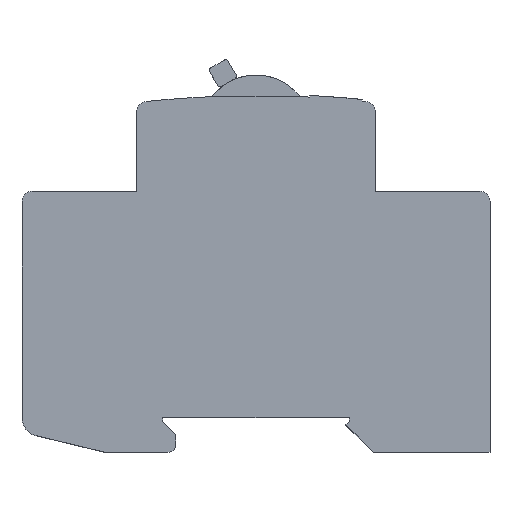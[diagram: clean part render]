
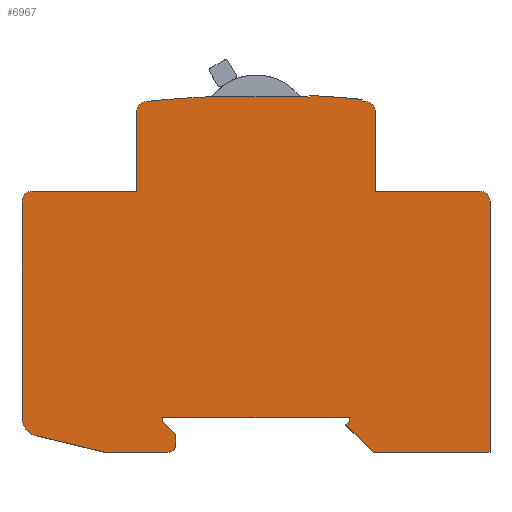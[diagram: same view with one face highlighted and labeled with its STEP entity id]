
A CAD part, top view. The second image highlights one B-rep face of the part: STEP entity #6967.
In plain terms, the highlighted planar face has unit normal (0, 0, 1).
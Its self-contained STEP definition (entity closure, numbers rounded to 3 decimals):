
#913=CARTESIAN_POINT('',(0.,-159.827,17.9));
#914=DIRECTION('',(0.,0.,1.));
#915=DIRECTION('',(0.051,0.999,0.));
#916=AXIS2_PLACEMENT_3D('',#913,#914,#915);
#921=DIRECTION('',(0.,-1.,0.));
#922=VECTOR('',#921,0.3);
#923=CARTESIAN_POINT('',(10.15,40.216,17.9));
#924=LINE('',#923,#922);
#928=CARTESIAN_POINT('',(0.,-159.827,17.9));
#929=DIRECTION('',(0.,0.,1.));
#930=DIRECTION('',(0.1,0.995,0.));
#931=AXIS2_PLACEMENT_3D('',#928,#929,#930);
#936=DIRECTION('',(0.,1.,0.));
#937=VECTOR('',#936,0.302);
#938=CARTESIAN_POINT('',(20.054,39.165,17.9));
#939=LINE('',#938,#937);
#943=CARTESIAN_POINT('',(0.,-159.827,17.9));
#944=DIRECTION('',(0.,0.,1.));
#945=DIRECTION('',(0.104,0.995,0.));
#946=AXIS2_PLACEMENT_3D('',#943,#944,#945);
#951=CARTESIAN_POINT('',(20.5,37.109,17.9));
#952=DIRECTION('',(0.,0.,1.));
#953=DIRECTION('',(1.,0.,0.));
#954=AXIS2_PLACEMENT_3D('',#951,#952,#953);
#959=DIRECTION('',(0.,1.,0.));
#960=VECTOR('',#959,14.909);
#961=CARTESIAN_POINT('',(22.5,22.2,17.9));
#962=LINE('',#961,#960);
#966=DIRECTION('',(-1.,0.,0.));
#967=VECTOR('',#966,19.6);
#968=CARTESIAN_POINT('',(42.1,22.2,17.9));
#969=LINE('',#968,#967);
#973=CARTESIAN_POINT('',(42.1,20.2,17.9));
#974=DIRECTION('',(0.,0.,1.));
#975=DIRECTION('',(1.,0.,0.));
#976=AXIS2_PLACEMENT_3D('',#973,#974,#975);
#981=DIRECTION('',(0.,1.,0.));
#982=VECTOR('',#981,47.2);
#983=CARTESIAN_POINT('',(44.1,-27.,17.9));
#984=LINE('',#983,#982);
#988=DIRECTION('',(1.,0.,0.));
#989=VECTOR('',#988,22.011);
#990=CARTESIAN_POINT('',(22.089,-27.,17.9));
#991=LINE('',#990,#989);
#995=DIRECTION('',(0.707,-0.707,0.));
#996=VECTOR('',#995,7.275);
#997=CARTESIAN_POINT('',(16.945,-21.855,17.9));
#998=LINE('',#997,#996);
#1002=DIRECTION('',(-0.707,-0.707,0.));
#1003=VECTOR('',#1002,0.927);
#1004=CARTESIAN_POINT('',(17.6,-21.2,17.9));
#1005=LINE('',#1004,#1003);
#1009=DIRECTION('',(0.,-1.,0.));
#1010=VECTOR('',#1009,0.7);
#1011=CARTESIAN_POINT('',(17.6,-20.5,17.9));
#1012=LINE('',#1011,#1010);
#1016=DIRECTION('',(1.,0.,0.));
#1017=VECTOR('',#1016,35.2);
#1018=CARTESIAN_POINT('',(-17.6,-20.5,17.9));
#1019=LINE('',#1018,#1017);
#1023=DIRECTION('',(0.,1.,0.));
#1024=VECTOR('',#1023,0.7);
#1025=CARTESIAN_POINT('',(-17.6,-21.2,17.9));
#1026=LINE('',#1025,#1024);
#1030=DIRECTION('',(-0.707,0.707,0.));
#1031=VECTOR('',#1030,3.536);
#1032=CARTESIAN_POINT('',(-15.1,-23.7,17.9));
#1033=LINE('',#1032,#1031);
#1037=DIRECTION('',(0.,1.,0.));
#1038=VECTOR('',#1037,1.8);
#1039=CARTESIAN_POINT('',(-15.1,-25.5,17.9));
#1040=LINE('',#1039,#1038);
#1044=CARTESIAN_POINT('',(-16.6,-25.5,17.9));
#1045=DIRECTION('',(0.,0.,1.));
#1046=DIRECTION('',(0.,-1.,0.));
#1047=AXIS2_PLACEMENT_3D('',#1044,#1045,#1046);
#1052=DIRECTION('',(1.,0.,0.));
#1053=VECTOR('',#1052,12.);
#1054=CARTESIAN_POINT('',(-28.6,-27.,17.9));
#1055=LINE('',#1054,#1053);
#1059=DIRECTION('',(0.972,-0.235,0.));
#1060=VECTOR('',#1059,13.191);
#1061=CARTESIAN_POINT('',(-41.422,-23.902,17.9));
#1062=LINE('',#1061,#1060);
#1066=CARTESIAN_POINT('',(-40.6,-20.5,17.9));
#1067=DIRECTION('',(0.,0.,1.));
#1068=DIRECTION('',(-1.,0.,0.));
#1069=AXIS2_PLACEMENT_3D('',#1066,#1067,#1068);
#1074=DIRECTION('',(0.,-1.,0.));
#1075=VECTOR('',#1074,40.7);
#1076=CARTESIAN_POINT('',(-44.1,20.2,17.9));
#1077=LINE('',#1076,#1075);
#1081=CARTESIAN_POINT('',(-42.1,20.2,17.9));
#1082=DIRECTION('',(0.,0.,1.));
#1083=DIRECTION('',(0.,1.,0.));
#1084=AXIS2_PLACEMENT_3D('',#1081,#1082,#1083);
#1089=DIRECTION('',(-1.,0.,0.));
#1090=VECTOR('',#1089,19.6);
#1091=CARTESIAN_POINT('',(-22.5,22.2,17.9));
#1092=LINE('',#1091,#1090);
#1096=DIRECTION('',(0.,-1.,0.));
#1097=VECTOR('',#1096,14.909);
#1098=CARTESIAN_POINT('',(-22.5,37.109,17.9));
#1099=LINE('',#1098,#1097);
#1103=CARTESIAN_POINT('',(-20.5,37.109,17.9));
#1104=DIRECTION('',(0.,0.,1.));
#1105=DIRECTION('',(-0.104,0.995,0.));
#1106=AXIS2_PLACEMENT_3D('',#1103,#1104,#1105);
#1111=CARTESIAN_POINT('',(0.,-159.827,17.9));
#1112=DIRECTION('',(0.,0.,1.));
#1113=DIRECTION('',(-0.042,0.999,0.));
#1114=AXIS2_PLACEMENT_3D('',#1111,#1112,#1113);
#1119=DIRECTION('',(1.,0.,0.));
#1120=VECTOR('',#1119,16.648);
#1121=CARTESIAN_POINT('',(-8.324,40.,17.9));
#1122=LINE('',#1121,#1120);
#5573=CARTESIAN_POINT('',(17.6,-20.5,17.9));
#5574=CARTESIAN_POINT('',(17.6,-21.2,17.9));
#5575=VERTEX_POINT('',#5573);
#5576=VERTEX_POINT('',#5574);
#5577=CARTESIAN_POINT('',(16.945,-21.855,17.9));
#5578=VERTEX_POINT('',#5577);
#5580=CARTESIAN_POINT('',(22.5,22.2,17.9));
#5582=VERTEX_POINT('',#5580);
#5584=CARTESIAN_POINT('',(-22.5,22.2,17.9));
#5586=VERTEX_POINT('',#5584);
#5591=CARTESIAN_POINT('',(-20.707,39.098,17.9));
#5592=VERTEX_POINT('',#5591);
#5593=CARTESIAN_POINT('',(-22.5,37.109,17.9));
#5594=VERTEX_POINT('',#5593);
#5599=CARTESIAN_POINT('',(22.5,37.109,17.9));
#5600=VERTEX_POINT('',#5599);
#5601=CARTESIAN_POINT('',(20.707,39.098,17.9));
#5602=VERTEX_POINT('',#5601);
#5607=CARTESIAN_POINT('',(42.1,22.2,17.9));
#5608=VERTEX_POINT('',#5607);
#5609=CARTESIAN_POINT('',(-42.1,22.2,17.9));
#5610=VERTEX_POINT('',#5609);
#5615=CARTESIAN_POINT('',(-8.324,40.,17.9));
#5616=CARTESIAN_POINT('',(8.324,40.,17.9));
#5617=VERTEX_POINT('',#5615);
#5618=VERTEX_POINT('',#5616);
#5665=CARTESIAN_POINT('',(-15.1,-23.7,17.9));
#5666=CARTESIAN_POINT('',(-17.6,-21.2,17.9));
#5667=VERTEX_POINT('',#5665);
#5668=VERTEX_POINT('',#5666);
#5669=CARTESIAN_POINT('',(-17.6,-20.5,17.9));
#5670=VERTEX_POINT('',#5669);
#5673=CARTESIAN_POINT('',(-44.1,20.2,17.9));
#5674=VERTEX_POINT('',#5673);
#5677=CARTESIAN_POINT('',(-44.1,-20.5,17.9));
#5678=VERTEX_POINT('',#5677);
#5681=CARTESIAN_POINT('',(-15.1,-25.5,17.9));
#5682=VERTEX_POINT('',#5681);
#5723=CARTESIAN_POINT('',(22.089,-27.,17.9));
#5724=CARTESIAN_POINT('',(44.1,-27.,17.9));
#5725=VERTEX_POINT('',#5723);
#5726=VERTEX_POINT('',#5724);
#5727=CARTESIAN_POINT('',(-41.422,-23.902,17.9));
#5728=VERTEX_POINT('',#5727);
#5729=CARTESIAN_POINT('',(-28.6,-27.,17.9));
#5730=VERTEX_POINT('',#5729);
#5733=CARTESIAN_POINT('',(44.1,20.2,17.9));
#5734=VERTEX_POINT('',#5733);
#5737=CARTESIAN_POINT('',(-16.6,-27.,17.9));
#5738=VERTEX_POINT('',#5737);
#5859=CARTESIAN_POINT('',(20.054,39.165,17.9));
#5860=VERTEX_POINT('',#5859);
#6021=CARTESIAN_POINT('',(20.054,39.467,17.9));
#6022=CARTESIAN_POINT('',(10.15,40.216,17.9));
#6023=VERTEX_POINT('',#6021);
#6024=VERTEX_POINT('',#6022);
#6029=CARTESIAN_POINT('',(10.15,39.916,17.9));
#6030=VERTEX_POINT('',#6029);
#6916=CARTESIAN_POINT('',(0.,0.,17.9));
#6917=DIRECTION('',(0.,0.,1.));
#6918=DIRECTION('',(1.,0.,0.));
#6919=AXIS2_PLACEMENT_3D('',#6916,#6917,#6918);
#6920=PLANE('',#6919);
#6921=ORIENTED_EDGE('',*,*,#6859,.F.);
#6923=ORIENTED_EDGE('',*,*,#6922,.F.);
#6925=ORIENTED_EDGE('',*,*,#6924,.F.);
#6926=ORIENTED_EDGE('',*,*,#6908,.F.);
#6927=ORIENTED_EDGE('',*,*,#6880,.F.);
#6929=ORIENTED_EDGE('',*,*,#6928,.F.);
#6931=ORIENTED_EDGE('',*,*,#6930,.F.);
#6933=ORIENTED_EDGE('',*,*,#6932,.F.);
#6935=ORIENTED_EDGE('',*,*,#6934,.F.);
#6937=ORIENTED_EDGE('',*,*,#6936,.F.);
#6939=ORIENTED_EDGE('',*,*,#6938,.F.);
#6941=ORIENTED_EDGE('',*,*,#6940,.F.);
#6943=ORIENTED_EDGE('',*,*,#6942,.F.);
#6945=ORIENTED_EDGE('',*,*,#6944,.F.);
#6947=ORIENTED_EDGE('',*,*,#6946,.F.);
#6949=ORIENTED_EDGE('',*,*,#6948,.F.);
#6951=ORIENTED_EDGE('',*,*,#6950,.F.);
#6952=ORIENTED_EDGE('',*,*,#6569,.F.);
#6953=ORIENTED_EDGE('',*,*,#6584,.F.);
#6954=ORIENTED_EDGE('',*,*,#6599,.F.);
#6955=ORIENTED_EDGE('',*,*,#6612,.F.);
#6956=ORIENTED_EDGE('',*,*,#6626,.F.);
#6957=ORIENTED_EDGE('',*,*,#6639,.F.);
#6958=ORIENTED_EDGE('',*,*,#6674,.F.);
#6959=ORIENTED_EDGE('',*,*,#6688,.F.);
#6960=ORIENTED_EDGE('',*,*,#6793,.F.);
#6961=ORIENTED_EDGE('',*,*,#6808,.F.);
#6962=ORIENTED_EDGE('',*,*,#6829,.F.);
#6964=ORIENTED_EDGE('',*,*,#6963,.T.);
#6965=EDGE_LOOP('',(#6921,#6923,#6925,#6926,#6927,#6929,#6931,#6933,#6935,#6937,
#6939,#6941,#6943,#6945,#6947,#6949,#6951,#6952,#6953,#6954,#6955,#6956,#6957,
#6958,#6959,#6960,#6961,#6962,#6964));
#6966=FACE_OUTER_BOUND('',#6965,.F.);
#917=CIRCLE('',#916,200.);
#932=CIRCLE('',#931,200.3);
#947=CIRCLE('',#946,200.);
#955=CIRCLE('',#954,2.);
#977=CIRCLE('',#976,2.);
#1048=CIRCLE('',#1047,1.5);
#1070=CIRCLE('',#1069,3.5);
#1085=CIRCLE('',#1084,2.);
#1107=CIRCLE('',#1106,2.);
#1115=CIRCLE('',#1114,200.);
#6569=EDGE_CURVE('',#5682,#5667,#1040,.T.);
#6584=EDGE_CURVE('',#5738,#5682,#1048,.T.);
#6599=EDGE_CURVE('',#5730,#5738,#1055,.T.);
#6612=EDGE_CURVE('',#5728,#5730,#1062,.T.);
#6626=EDGE_CURVE('',#5678,#5728,#1070,.T.);
#6639=EDGE_CURVE('',#5674,#5678,#1077,.T.);
#6674=EDGE_CURVE('',#5610,#5674,#1085,.T.);
#6688=EDGE_CURVE('',#5586,#5610,#1092,.T.);
#6793=EDGE_CURVE('',#5594,#5586,#1099,.T.);
#6808=EDGE_CURVE('',#5592,#5594,#1107,.T.);
#6829=EDGE_CURVE('',#5617,#5592,#1115,.T.);
#6859=EDGE_CURVE('',#6030,#5618,#917,.T.);
#6880=EDGE_CURVE('',#5602,#5860,#947,.T.);
#6908=EDGE_CURVE('',#5860,#6023,#939,.T.);
#6922=EDGE_CURVE('',#6024,#6030,#924,.T.);
#6924=EDGE_CURVE('',#6023,#6024,#932,.T.);
#6928=EDGE_CURVE('',#5600,#5602,#955,.T.);
#6930=EDGE_CURVE('',#5582,#5600,#962,.T.);
#6932=EDGE_CURVE('',#5608,#5582,#969,.T.);
#6934=EDGE_CURVE('',#5734,#5608,#977,.T.);
#6936=EDGE_CURVE('',#5726,#5734,#984,.T.);
#6938=EDGE_CURVE('',#5725,#5726,#991,.T.);
#6940=EDGE_CURVE('',#5578,#5725,#998,.T.);
#6942=EDGE_CURVE('',#5576,#5578,#1005,.T.);
#6944=EDGE_CURVE('',#5575,#5576,#1012,.T.);
#6946=EDGE_CURVE('',#5670,#5575,#1019,.T.);
#6948=EDGE_CURVE('',#5668,#5670,#1026,.T.);
#6950=EDGE_CURVE('',#5667,#5668,#1033,.T.);
#6963=EDGE_CURVE('',#5617,#5618,#1122,.T.);
#6967=ADVANCED_FACE('',(#6966),#6920,.T.);
